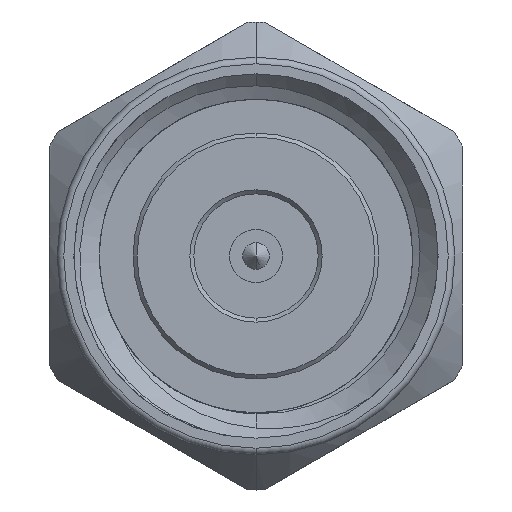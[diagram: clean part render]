
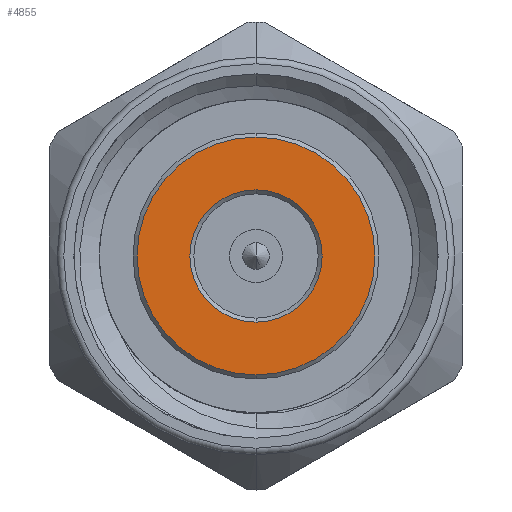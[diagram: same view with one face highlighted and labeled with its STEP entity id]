
A CAD part, front view. The second image highlights one B-rep face of the part: STEP entity #4855.
In plain terms, the highlighted planar face has unit normal (0, -1, 0).
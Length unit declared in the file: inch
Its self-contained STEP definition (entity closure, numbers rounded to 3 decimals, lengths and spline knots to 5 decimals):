
#266 = EDGE_CURVE ( 'NONE', #2024, #5901, #1502, .T. ) ;
#269 = ORIENTED_EDGE ( 'NONE', *, *, #3966, .T. ) ;
#328 = AXIS2_PLACEMENT_3D ( 'NONE', #4791, #1601, #3219 ) ;
#505 = CARTESIAN_POINT ( 'NONE',  ( 0., -0.176, 0. ) ) ;
#606 = DIRECTION ( 'NONE',  ( 0., -1., 0. ) ) ;
#872 = ORIENTED_EDGE ( 'NONE', *, *, #266, .T. ) ;
#915 = DIRECTION ( 'NONE',  ( 0., -1., 0. ) ) ;
#1502 = CIRCLE ( 'NONE', #3534, 0.09 ) ;
#1548 = EDGE_CURVE ( 'NONE', #1952, #5897, #4079, .T. ) ;
#1590 = CIRCLE ( 'NONE', #2620, 0.05 ) ;
#1601 = DIRECTION ( 'NONE',  ( 0., 1., 0. ) ) ;
#1892 = EDGE_LOOP ( 'NONE', ( #872, #6449 ) ) ;
#1952 = VERTEX_POINT ( 'NONE', #1985 ) ;
#1985 = CARTESIAN_POINT ( 'NONE',  ( 0., -0.176, -0.05 ) ) ;
#2024 = VERTEX_POINT ( 'NONE', #2081 ) ;
#2081 = CARTESIAN_POINT ( 'NONE',  ( 0., -0.176, 0.09 ) ) ;
#2620 = AXIS2_PLACEMENT_3D ( 'NONE', #505, #4319, #4220 ) ;
#3114 = CARTESIAN_POINT ( 'NONE',  ( 0., -0.176, -0.09 ) ) ;
#3161 = EDGE_LOOP ( 'NONE', ( #5424, #269 ) ) ;
#3219 = DIRECTION ( 'NONE',  ( 0., 0., 1. ) ) ;
#3284 = DIRECTION ( 'NONE',  ( 0., 0., 1. ) ) ;
#3534 = AXIS2_PLACEMENT_3D ( 'NONE', #3798, #606, #3284 ) ;
#3654 = AXIS2_PLACEMENT_3D ( 'NONE', #6679, #915, #4737 ) ;
#3788 = PLANE ( 'NONE',  #328 ) ;
#3798 = CARTESIAN_POINT ( 'NONE',  ( 0., -0.176, 0. ) ) ;
#3835 = DIRECTION ( 'NONE',  ( 0., 1., 0. ) ) ;
#3966 = EDGE_CURVE ( 'NONE', #5897, #1952, #1590, .T. ) ;
#4079 = CIRCLE ( 'NONE', #5329, 0.05 ) ;
#4220 = DIRECTION ( 'NONE',  ( 0., 0., 1. ) ) ;
#4319 = DIRECTION ( 'NONE',  ( 0., 1., 0. ) ) ;
#4435 = CIRCLE ( 'NONE', #3654, 0.09 ) ;
#4737 = DIRECTION ( 'NONE',  ( 0., 0., 1. ) ) ;
#4791 = CARTESIAN_POINT ( 'NONE',  ( 0.15042, -0.176, 0. ) ) ;
#4855 = ADVANCED_FACE ( 'NONE', ( #6363, #5153 ), #3788, .F. ) ;
#4931 = DIRECTION ( 'NONE',  ( 0., 0., 1. ) ) ;
#5101 = EDGE_CURVE ( 'NONE', #5901, #2024, #4435, .T. ) ;
#5153 = FACE_OUTER_BOUND ( 'NONE', #1892, .T. ) ;
#5329 = AXIS2_PLACEMENT_3D ( 'NONE', #5953, #3835, #4931 ) ;
#5424 = ORIENTED_EDGE ( 'NONE', *, *, #1548, .T. ) ;
#5897 = VERTEX_POINT ( 'NONE', #6286 ) ;
#5901 = VERTEX_POINT ( 'NONE', #3114 ) ;
#5953 = CARTESIAN_POINT ( 'NONE',  ( 0., -0.176, 0. ) ) ;
#6286 = CARTESIAN_POINT ( 'NONE',  ( 0., -0.176, 0.05 ) ) ;
#6363 = FACE_BOUND ( 'NONE', #3161, .T. ) ;
#6449 = ORIENTED_EDGE ( 'NONE', *, *, #5101, .T. ) ;
#6679 = CARTESIAN_POINT ( 'NONE',  ( 0., -0.176, 0. ) ) ;
